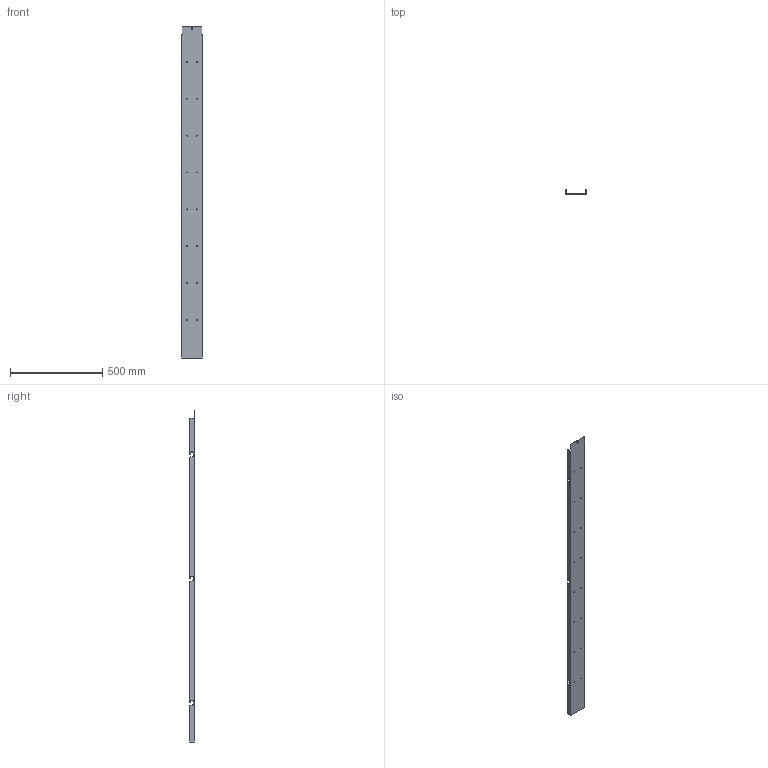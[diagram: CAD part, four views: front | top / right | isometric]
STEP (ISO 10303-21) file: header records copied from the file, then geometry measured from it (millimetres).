
FILE_DESCRIPTION (( 'STEP AP203' ), '1' );
FILE_NAME ('FUP208.step', '2021-06-30T17:19:02', ( 'ADC123' ), ( 'Microsoft' ), 'SwSTEP 2.0', 'SolidWorks 2021', '' );
FILE_SCHEMA (( 'CONFIG_CONTROL_DESIGN' ));
Length unit declared in the file: inch
Products named in the file (1): FUP208
Bounding box: 109 x 26 x 1802 mm (x, y, z)
Volume: 555316.6 mm3; surface area: 564411.5 mm2
Topology: 1 solids, 1 shells, 80 faces, 234 edges, 156 vertices
Faces by surface type: plane 50, cylinder 30
Full cylindrical faces by diameter (mm): 5 x16
Entity records: 2725 total; most frequent: CARTESIAN_POINT 455, DIRECTION 440, ORIENTED_EDGE 436, EDGE_CURVE 218, LINE 158, VECTOR 158, VERTEX_POINT 156, AXIS2_PLACEMENT_3D 141
